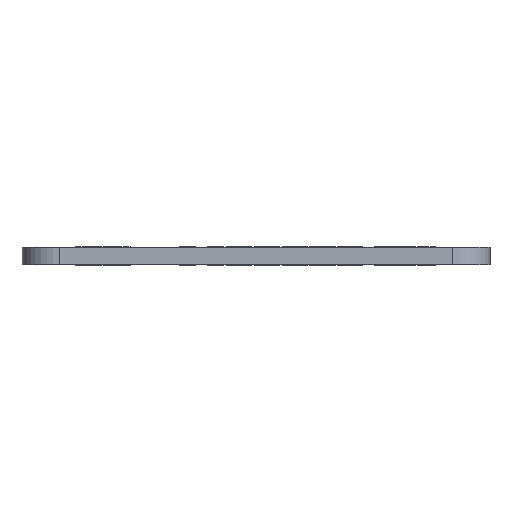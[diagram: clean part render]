
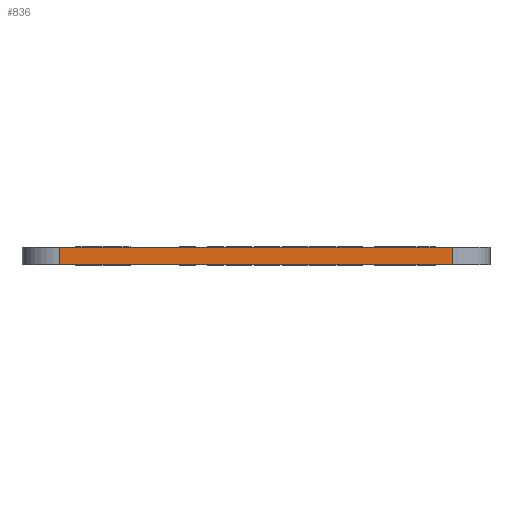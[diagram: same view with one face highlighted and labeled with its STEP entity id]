
A CAD part, front view. The second image highlights one B-rep face of the part: STEP entity #836.
In plain terms, the highlighted planar face has unit normal (0, -1, 0).
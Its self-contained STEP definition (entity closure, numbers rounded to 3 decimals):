
#153 = VERTEX_POINT('',#154);
#154 = CARTESIAN_POINT('',(17.95,-20.2,0.));
#161 = EDGE_CURVE('',#153,#162,#164,.T.);
#162 = VERTEX_POINT('',#163);
#163 = CARTESIAN_POINT('',(-17.95,-20.2,0.));
#164 = LINE('',#165,#166);
#165 = CARTESIAN_POINT('',(17.95,-20.2,0.));
#166 = VECTOR('',#167,1.);
#167 = DIRECTION('',(-1.,0.,0.));
#468 = VERTEX_POINT('',#469);
#469 = CARTESIAN_POINT('',(17.95,-20.2,1.6));
#476 = EDGE_CURVE('',#468,#477,#479,.T.);
#477 = VERTEX_POINT('',#478);
#478 = CARTESIAN_POINT('',(-17.95,-20.2,1.6));
#479 = LINE('',#480,#481);
#480 = CARTESIAN_POINT('',(17.95,-20.2,1.6));
#481 = VECTOR('',#482,1.);
#482 = DIRECTION('',(-1.,0.,0.));
#808 = EDGE_CURVE('',#162,#477,#809,.T.);
#809 = LINE('',#810,#811);
#810 = CARTESIAN_POINT('',(-17.95,-20.2,0.));
#811 = VECTOR('',#812,1.);
#812 = DIRECTION('',(0.,0.,1.));
#823 = EDGE_CURVE('',#153,#468,#824,.T.);
#824 = LINE('',#825,#826);
#825 = CARTESIAN_POINT('',(17.95,-20.2,0.));
#826 = VECTOR('',#827,1.);
#827 = DIRECTION('',(0.,0.,1.));
#836 = ADVANCED_FACE('',(#837),#843,.T.);
#837 = FACE_BOUND('',#838,.T.);
#838 = EDGE_LOOP('',(#839,#840,#841,#842));
#839 = ORIENTED_EDGE('',*,*,#823,.T.);
#840 = ORIENTED_EDGE('',*,*,#476,.T.);
#841 = ORIENTED_EDGE('',*,*,#808,.F.);
#842 = ORIENTED_EDGE('',*,*,#161,.F.);
#843 = PLANE('',#844);
#844 = AXIS2_PLACEMENT_3D('',#845,#846,#847);
#845 = CARTESIAN_POINT('',(17.95,-20.2,0.));
#846 = DIRECTION('',(0.,-1.,0.));
#847 = DIRECTION('',(-1.,0.,0.));
